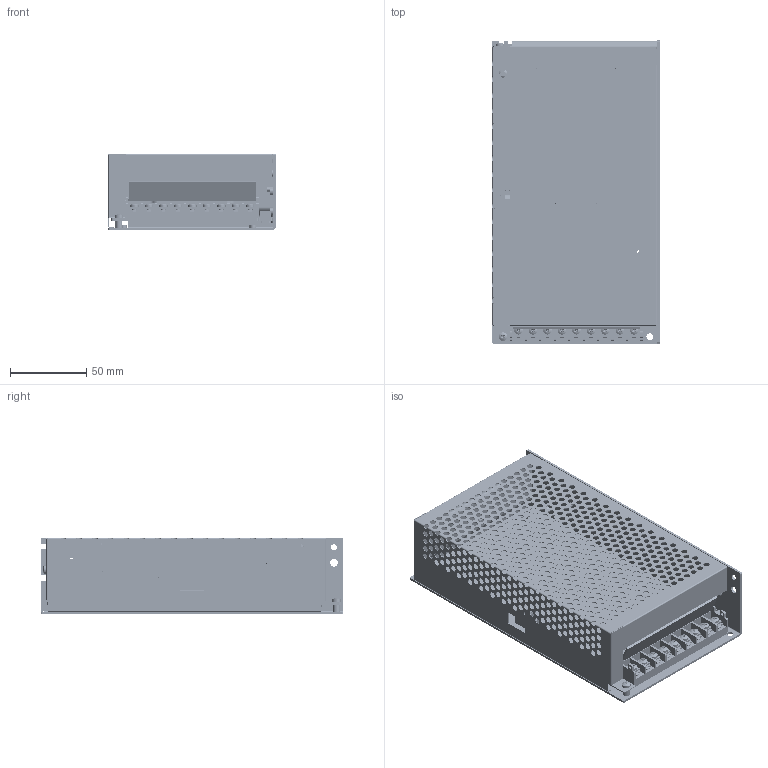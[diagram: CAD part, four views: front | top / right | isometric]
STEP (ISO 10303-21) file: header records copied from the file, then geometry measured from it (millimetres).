
FILE_DESCRIPTION(('FreeCAD Model'),'2;1');
FILE_NAME('Open CASCADE Shape Model','2023-06-04T20:00:46',(''),(''), 'Open CASCADE STEP processor 7.6','FreeCAD','Unknown');
FILE_SCHEMA(('AUTOMOTIVE_DESIGN { 1 0 10303 214 1 1 1 1 }'));
Length unit declared in the file: millimetre
Products named in the file (19): Unnamed; Body; Body002; Body003; Body008; Body009; M3x6-Screw; M3x6-Screw011; Array004; Fusion010; Body023; Body024; Body035; Body036; Fusion015; Body040; Body041; Body042; Cut
Assembly tree (29 placements, depth 3):
  Unnamed
    Body
    Body002
    Body003
    Body008
    Body009
    M3x6-Screw  x4
    M3x6-Screw011
    Array004
      Fusion010  x9
    Body023
    Body024
    Body035
    Body036
    Fusion015
    Body040
    Body041
    Body042
    Cut
Bounding box: 110 x 199 x 50 mm (x, y, z)
Volume: 112867.2 mm3; surface area: 226177.5 mm2
Topology: 30 solids, 30 shells, 1972 faces, 5555 edges, 3637 vertices
Faces by surface type: cylinder 1040, plane 815, cone 83, sphere 21, bspline 8, revolution 5
Full cylindrical faces by diameter (mm): 0.46 x3, 0.652 x1, 2 x4, 2.5 x2, 2.55 x10, 3 x23, 3.25 x9, 4 x657, 4.5 x21, 5 x1, 5.3 x1, 5.6 x13
Entity records: 116867 total; most frequent: CARTESIAN_POINT 30152, DIRECTION 15748, ORIENTED_EDGE 8646, PCURVE 8646, DEFINITIONAL_REPRESENTATION 8646, LINE 7326, VECTOR 7326, EDGE_CURVE 4323
